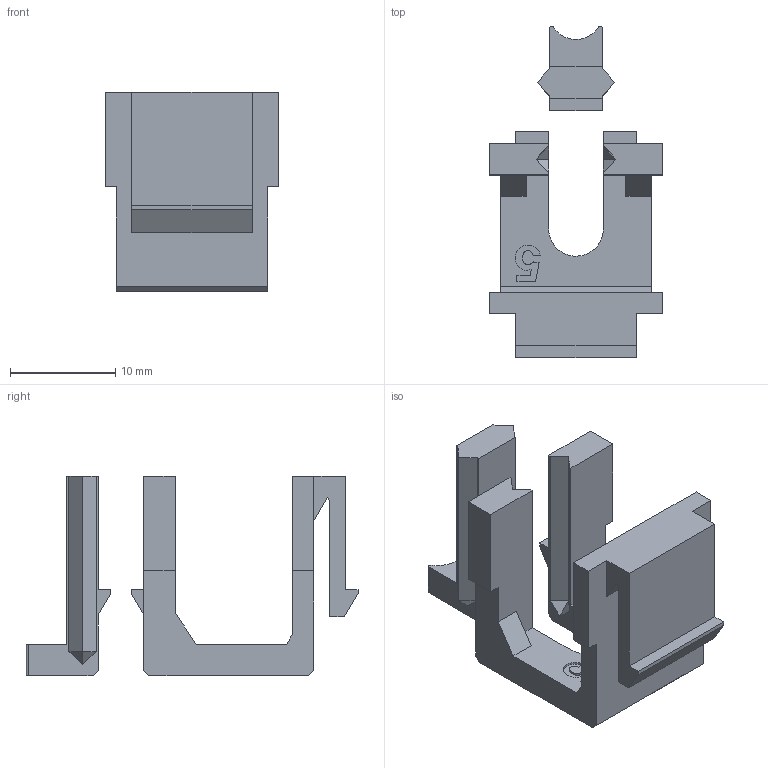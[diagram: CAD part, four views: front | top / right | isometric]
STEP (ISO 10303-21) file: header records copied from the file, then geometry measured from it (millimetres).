
FILE_DESCRIPTION(/* description */ (''),/* implementation_level */ '2;1');
FILE_NAME(/* name */ 'keystone_passthrough_5mm_v2',/* time_stamp */ '2025-08-03T12:02:16+09:00',/* author */ (''),/* organization */ (''),/* preprocessor_version */ 'ST-DEVELOPER v16.5',/* originating_system */ '',/* authorisation */ '');
FILE_SCHEMA (('AUTOMOTIVE_DESIGN'));
Length unit declared in the file: millimetre
Products named in the file (1): Document
Bounding box: 16.5 x 31.6 x 19 mm (x, y, z)
Volume: 2208.6 mm3; surface area: 2579.3 mm2
Topology: 2 solids, 2 shells, 91 faces, 254 edges, 168 vertices
Faces by surface type: plane 75, bspline 16
Entity records: 2735 total; most frequent: CARTESIAN_POINT 1029, ORIENTED_EDGE 508, EDGE_CURVE 254, B_SPLINE_CURVE_WITH_KNOTS 222, VERTEX_POINT 168, EDGE_LOOP 92, ADVANCED_FACE 91, FACE_OUTER_BOUND 91
